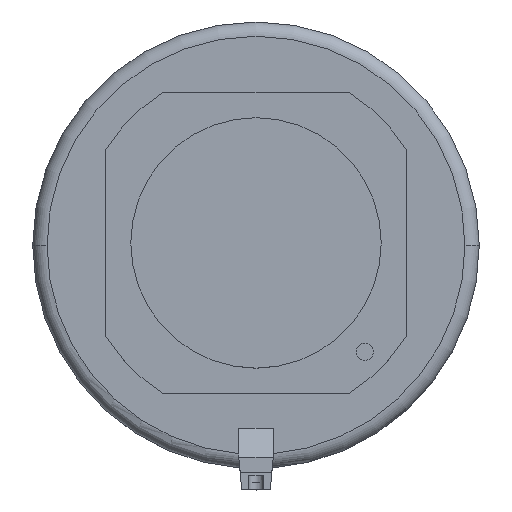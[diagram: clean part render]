
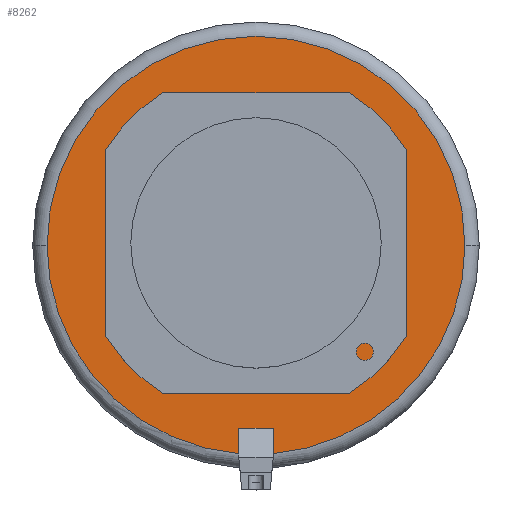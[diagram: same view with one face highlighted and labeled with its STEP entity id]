
A CAD part, top view. The second image highlights one B-rep face of the part: STEP entity #8262.
In plain terms, the highlighted planar face has unit normal (0, 0, 1).
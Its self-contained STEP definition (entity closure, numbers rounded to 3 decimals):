
#434 = DIRECTION ( 'NONE',  ( 0., 0., 1. ) ) ;
#606 = EDGE_CURVE ( 'NONE', #20037, #7103, #7949, .T. ) ;
#906 = CARTESIAN_POINT ( 'NONE',  ( -12.013, -128., 23. ) ) ;
#1605 = EDGE_CURVE ( 'NONE', #17364, #10693, #18548, .T. ) ;
#2643 = DIRECTION ( 'NONE',  ( 0., 1., 0. ) ) ;
#3002 = ORIENTED_EDGE ( 'NONE', *, *, #15497, .F. ) ;
#3728 = CARTESIAN_POINT ( 'NONE',  ( 93.7, 0., 23. ) ) ;
#3804 = DIRECTION ( 'NONE',  ( 0., 0., 1. ) ) ;
#4124 = DIRECTION ( 'NONE',  ( 0., 0., -1. ) ) ;
#4205 = EDGE_CURVE ( 'NONE', #16687, #17364, #21760, .T. ) ;
#4445 = DIRECTION ( 'NONE',  ( -1., 0., 0. ) ) ;
#4502 = EDGE_CURVE ( 'NONE', #7207, #6567, #11696, .T. ) ;
#5379 = CARTESIAN_POINT ( 'NONE',  ( 0., 156., 23. ) ) ;
#5651 = DIRECTION ( 'NONE',  ( -1., 0., 0. ) ) ;
#5872 = VECTOR ( 'NONE', #14882, 1000. ) ;
#6125 = VERTEX_POINT ( 'NONE', #8974 ) ;
#6567 = VERTEX_POINT ( 'NONE', #3728 ) ;
#6642 = DIRECTION ( 'NONE',  ( 0., 0., 1. ) ) ;
#7103 = VERTEX_POINT ( 'NONE', #906 ) ;
#7207 = VERTEX_POINT ( 'NONE', #9929 ) ;
#7262 = ORIENTED_EDGE ( 'NONE', *, *, #1605, .T. ) ;
#7319 = DIRECTION ( 'NONE',  ( 1., 0., 0. ) ) ;
#7938 = LINE ( 'NONE', #17926, #5872 ) ;
#7949 = LINE ( 'NONE', #9752, #10997 ) ;
#8262 = ADVANCED_FACE ( 'NONE', ( #10770, #16037 ), #17511, .F. ) ;
#8860 = AXIS2_PLACEMENT_3D ( 'NONE', #5379, #4124, #20785 ) ;
#8974 = CARTESIAN_POINT ( 'NONE',  ( 12.013, -145.505, 23. ) ) ;
#9014 = CARTESIAN_POINT ( 'NONE',  ( 0., 0., 23. ) ) ;
#9177 = ORIENTED_EDGE ( 'NONE', *, *, #606, .F. ) ;
#9752 = CARTESIAN_POINT ( 'NONE',  ( 12.013, -128., 23. ) ) ;
#9929 = CARTESIAN_POINT ( 'NONE',  ( -93.7, 0., 23. ) ) ;
#10194 = ORIENTED_EDGE ( 'NONE', *, *, #10858, .T. ) ;
#10618 = AXIS2_PLACEMENT_3D ( 'NONE', #12348, #3804, #17629 ) ;
#10693 = VERTEX_POINT ( 'NONE', #19325 ) ;
#10770 = FACE_BOUND ( 'NONE', #20760, .T. ) ;
#10858 = EDGE_CURVE ( 'NONE', #6125, #16687, #18561, .T. ) ;
#10997 = VECTOR ( 'NONE', #4445, 1000. ) ;
#11696 = CIRCLE ( 'NONE', #10618, 93.7 ) ;
#12326 = CARTESIAN_POINT ( 'NONE',  ( 0., 0., 23. ) ) ;
#12348 = CARTESIAN_POINT ( 'NONE',  ( 0., 0., 23. ) ) ;
#12669 = AXIS2_PLACEMENT_3D ( 'NONE', #9014, #434, #7319 ) ;
#13062 = ORIENTED_EDGE ( 'NONE', *, *, #4205, .T. ) ;
#13387 = DIRECTION ( 'NONE',  ( -1., 0., 0. ) ) ;
#13641 = ORIENTED_EDGE ( 'NONE', *, *, #17930, .T. ) ;
#13894 = CARTESIAN_POINT ( 'NONE',  ( 146., 0., 23. ) ) ;
#14114 = DIRECTION ( 'NONE',  ( -1., 0., 0. ) ) ;
#14297 = DIRECTION ( 'NONE',  ( 0., 0., 1. ) ) ;
#14882 = DIRECTION ( 'NONE',  ( 0., 1., 0. ) ) ;
#15409 = EDGE_LOOP ( 'NONE', ( #16437, #10194, #13062, #7262, #13641, #9177 ) ) ;
#15497 = EDGE_CURVE ( 'NONE', #6567, #7207, #17346, .T. ) ;
#16037 = FACE_OUTER_BOUND ( 'NONE', #15409, .T. ) ;
#16120 = EDGE_CURVE ( 'NONE', #6125, #20037, #7938, .T. ) ;
#16182 = CARTESIAN_POINT ( 'NONE',  ( 12.013, -128., 23. ) ) ;
#16283 = VECTOR ( 'NONE', #2643, 1000. ) ;
#16358 = LINE ( 'NONE', #19737, #16283 ) ;
#16437 = ORIENTED_EDGE ( 'NONE', *, *, #16120, .F. ) ;
#16687 = VERTEX_POINT ( 'NONE', #13894 ) ;
#17340 = ORIENTED_EDGE ( 'NONE', *, *, #4502, .F. ) ;
#17346 = CIRCLE ( 'NONE', #12669, 93.7 ) ;
#17364 = VERTEX_POINT ( 'NONE', #22211 ) ;
#17497 = DIRECTION ( 'NONE',  ( 0., 0., 1. ) ) ;
#17511 = PLANE ( 'NONE',  #8860 ) ;
#17629 = DIRECTION ( 'NONE',  ( 1., 0., 0. ) ) ;
#17926 = CARTESIAN_POINT ( 'NONE',  ( 12.013, -148., 23. ) ) ;
#17930 = EDGE_CURVE ( 'NONE', #10693, #7103, #16358, .T. ) ;
#18168 = AXIS2_PLACEMENT_3D ( 'NONE', #22055, #6642, #13387 ) ;
#18548 = CIRCLE ( 'NONE', #18168, 146. ) ;
#18561 = CIRCLE ( 'NONE', #20354, 146. ) ;
#19231 = AXIS2_PLACEMENT_3D ( 'NONE', #19256, #14297, #5651 ) ;
#19256 = CARTESIAN_POINT ( 'NONE',  ( 0., 0., 23. ) ) ;
#19325 = CARTESIAN_POINT ( 'NONE',  ( -12.013, -145.505, 23. ) ) ;
#19737 = CARTESIAN_POINT ( 'NONE',  ( -12.013, -148., 23. ) ) ;
#20037 = VERTEX_POINT ( 'NONE', #16182 ) ;
#20354 = AXIS2_PLACEMENT_3D ( 'NONE', #12326, #17497, #14114 ) ;
#20760 = EDGE_LOOP ( 'NONE', ( #3002, #17340 ) ) ;
#20785 = DIRECTION ( 'NONE',  ( 0., -1., 0. ) ) ;
#21760 = CIRCLE ( 'NONE', #19231, 146. ) ;
#22055 = CARTESIAN_POINT ( 'NONE',  ( 0., 0., 23. ) ) ;
#22211 = CARTESIAN_POINT ( 'NONE',  ( -146., 0., 23. ) ) ;
